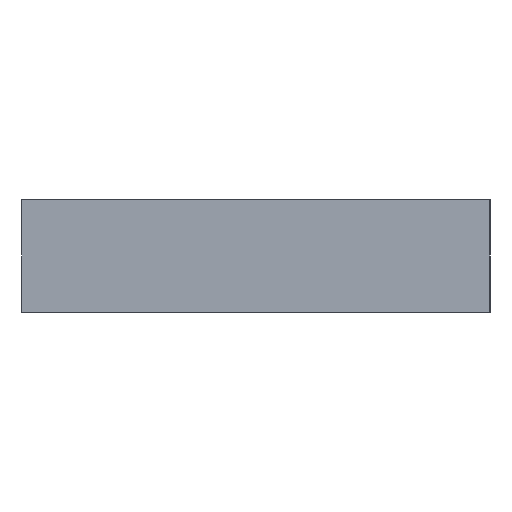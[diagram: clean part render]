
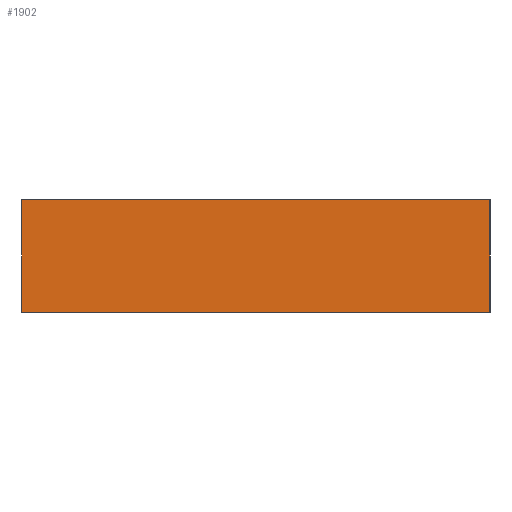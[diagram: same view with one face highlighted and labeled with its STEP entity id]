
A CAD part, left-side view. The second image highlights one B-rep face of the part: STEP entity #1902.
In plain terms, the highlighted planar face has unit normal (-1, 0, 0).
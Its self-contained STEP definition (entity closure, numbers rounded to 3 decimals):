
#64 = FACE_OUTER_BOUND ( 'NONE', #3350, .T. ) ;
#398 = VERTEX_POINT ( 'NONE', #419 ) ;
#419 = CARTESIAN_POINT ( 'NONE',  ( -1.6, 1.25, 0. ) ) ;
#726 = DIRECTION ( 'NONE',  ( -1., 0., 0. ) ) ;
#799 = PLANE ( 'NONE',  #4151 ) ;
#868 = LINE ( 'NONE', #1282, #4154 ) ;
#1082 = EDGE_CURVE ( 'NONE', #4363, #398, #2830, .T. ) ;
#1256 = CARTESIAN_POINT ( 'NONE',  ( -1.6, -1.25, 0.6 ) ) ;
#1282 = CARTESIAN_POINT ( 'NONE',  ( -1.6, 1.25, 0. ) ) ;
#1809 = DIRECTION ( 'NONE',  ( 0., 1., 0. ) ) ;
#1811 = CARTESIAN_POINT ( 'NONE',  ( -1.6, -1.25, 0. ) ) ;
#1813 = VECTOR ( 'NONE', #1990, 1000. ) ;
#1902 = ADVANCED_FACE ( 'NONE', ( #64 ), #799, .T. ) ;
#1990 = DIRECTION ( 'NONE',  ( 0., 0., 1. ) ) ;
#2086 = DIRECTION ( 'NONE',  ( 0., 1., 0. ) ) ;
#2405 = EDGE_CURVE ( 'NONE', #398, #4165, #868, .T. ) ;
#2535 = DIRECTION ( 'NONE',  ( 0., 0., 1. ) ) ;
#2603 = CARTESIAN_POINT ( 'NONE',  ( -1.6, -1.25, 0.6 ) ) ;
#2624 = ORIENTED_EDGE ( 'NONE', *, *, #3092, .T. ) ;
#2734 = EDGE_CURVE ( 'NONE', #4363, #3687, #3397, .T. ) ;
#2759 = CARTESIAN_POINT ( 'NONE',  ( -1.6, -1.25, 0. ) ) ;
#2830 = LINE ( 'NONE', #3881, #4448 ) ;
#2836 = ORIENTED_EDGE ( 'NONE', *, *, #2734, .T. ) ;
#2926 = ORIENTED_EDGE ( 'NONE', *, *, #1082, .F. ) ;
#3092 = EDGE_CURVE ( 'NONE', #3687, #4165, #3654, .T. ) ;
#3105 = CARTESIAN_POINT ( 'NONE',  ( -1.6, -1.25, 0. ) ) ;
#3350 = EDGE_LOOP ( 'NONE', ( #2624, #3939, #2926, #2836 ) ) ;
#3397 = LINE ( 'NONE', #3105, #1813 ) ;
#3431 = DIRECTION ( 'NONE',  ( 0., 0., 1. ) ) ;
#3463 = CARTESIAN_POINT ( 'NONE',  ( -1.6, 1.25, 0.6 ) ) ;
#3654 = LINE ( 'NONE', #2603, #3921 ) ;
#3687 = VERTEX_POINT ( 'NONE', #1256 ) ;
#3881 = CARTESIAN_POINT ( 'NONE',  ( -1.6, -1.25, 0. ) ) ;
#3921 = VECTOR ( 'NONE', #1809, 1000. ) ;
#3939 = ORIENTED_EDGE ( 'NONE', *, *, #2405, .F. ) ;
#4151 = AXIS2_PLACEMENT_3D ( 'NONE', #1811, #726, #2535 ) ;
#4154 = VECTOR ( 'NONE', #3431, 1000. ) ;
#4165 = VERTEX_POINT ( 'NONE', #3463 ) ;
#4363 = VERTEX_POINT ( 'NONE', #2759 ) ;
#4448 = VECTOR ( 'NONE', #2086, 1000. ) ;
